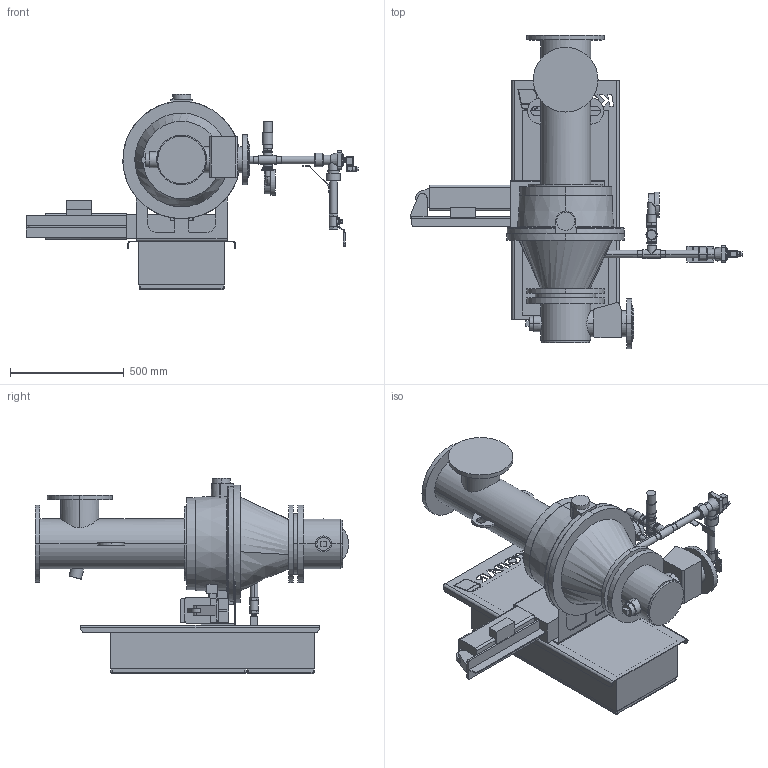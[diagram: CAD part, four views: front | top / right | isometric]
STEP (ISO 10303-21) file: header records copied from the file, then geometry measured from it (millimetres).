
FILE_DESCRIPTION (( 'STEP AP203' ), '1' );
FILE_NAME ('ELMO20-KOPAR.STEP', '2021-03-30T10:11:03', ( '' ), ( '' ), 'SwSTEP 2.0', 'SolidWorks 2017', '' );
FILE_SCHEMA (( 'CONFIG_CONTROL_DESIGN' ));
Length unit declared in the file: millimetre
Products named in the file (1): ELMO20-KOPAR
Bounding box: 1460.2 x 1377.5 x 858 mm (x, y, z)
Volume: 190976925 mm3; surface area: 4805063.5 mm2
Topology: 4 solids, 4 shells, 734 faces, 1868 edges, 1193 vertices
Faces by surface type: plane 431, cylinder 238, torus 36, sphere 12, bspline 10, cone 7
Entity records: 23520 total; most frequent: CARTESIAN_POINT 5420, DIRECTION 3802, ORIENTED_EDGE 3712, EDGE_CURVE 1856, AXIS2_PLACEMENT_3D 1313, VERTEX_POINT 1193, VECTOR 1176, LINE 1176
